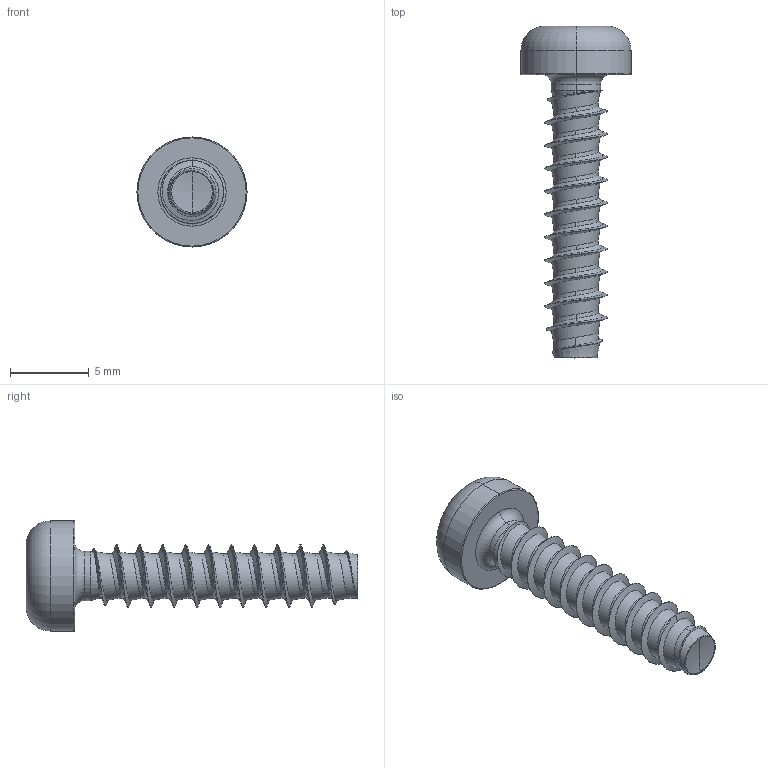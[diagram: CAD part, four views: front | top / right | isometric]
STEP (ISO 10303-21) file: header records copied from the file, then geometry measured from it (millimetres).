
FILE_DESCRIPTION (( 'STEP AP203' ), '1' );
FILE_NAME ('STP390400180.STEP', '2017-08-15T19:37:46', ( '' ), ( '' ), 'SwSTEP 2.0', 'SolidWorks 2015', '' );
FILE_SCHEMA (( 'CONFIG_CONTROL_DESIGN' ));
Length unit declared in the file: millimetre
Products named in the file (1): STP390400180
Bounding box: 7 x 21.09 x 7 mm (x, y, z)
Volume: 221.8 mm3; surface area: 407 mm2
Topology: 1 solids, 1 shells, 103 faces, 257 edges, 156 vertices
Faces by surface type: cylinder 48, bspline 35, cone 10, torus 6, sphere 2, plane 2
Entity records: 22036 total; most frequent: CARTESIAN_POINT 19906, ORIENTED_EDGE 510, DIRECTION 316, EDGE_CURVE 255, VERTEX_POINT 156, AXIS2_PLACEMENT_3D 127, B_SPLINE_CURVE_WITH_KNOTS 112, EDGE_LOOP 105
